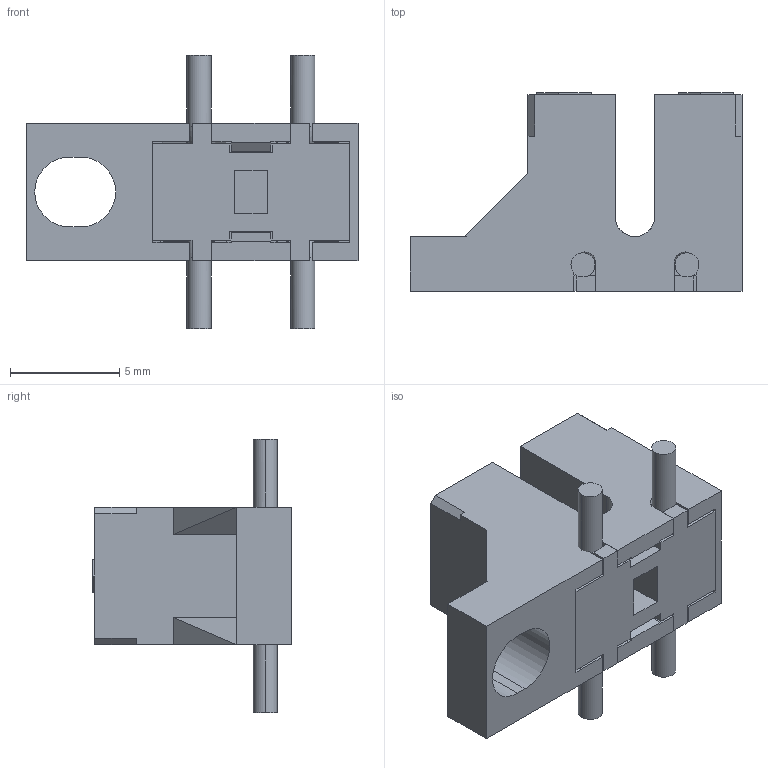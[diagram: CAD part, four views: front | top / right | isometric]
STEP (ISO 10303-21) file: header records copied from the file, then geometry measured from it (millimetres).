
FILE_DESCRIPTION((''),'2;1');
FILE_NAME('GL2_ASM','2011-06-08T',('sereneee'),(''),'PRO/ENGINEER BY PARAMETRIC TECHNOLOGY CORPORATION, 2006140','PRO/ENGINEER BY PARAMETRIC TECHNOLOGY CORPORATION, 2006140','');
FILE_SCHEMA(('CONFIG_CONTROL_DESIGN'));
Length unit declared in the file: millimetre
Products named in the file (9): MSBR-8; MSBR-7; MSBR-6; MSBR-5; MSBR-4; MSBR-3; MSBR-2; MSBR-1; GL2_ASM
Assembly tree (8 placements, depth 2):
  GL2_ASM
    MSBR-8
    MSBR-7
    MSBR-6
    MSBR-5
    MSBR-4
    MSBR-3
    MSBR-2
    MSBR-1
Bounding box: 15.2 x 9.1 x 12.5 mm (x, y, z)
Volume: 357.6 mm3; surface area: 1130.5 mm2
Topology: 8 solids, 8 shells, 295 faces, 828 edges, 554 vertices
Faces by surface type: plane 213, cylinder 42, torus 32, cone 8
Entity records: 9889 total; most frequent: CARTESIAN_POINT 1885, ORIENTED_EDGE 1656, DIRECTION 1634, EDGE_CURVE 828, VECTOR 604, LINE 604, VERTEX_POINT 554, AXIS2_PLACEMENT_3D 515
